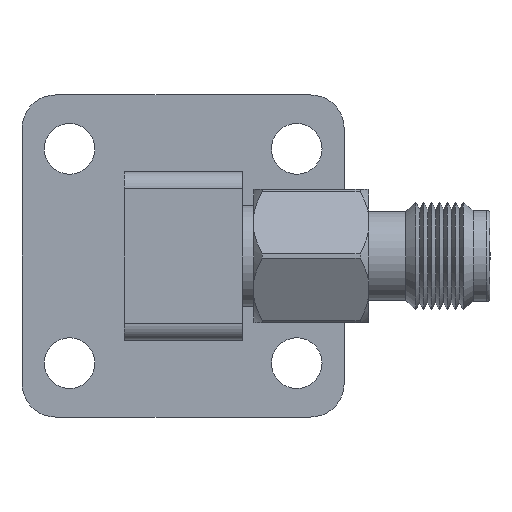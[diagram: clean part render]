
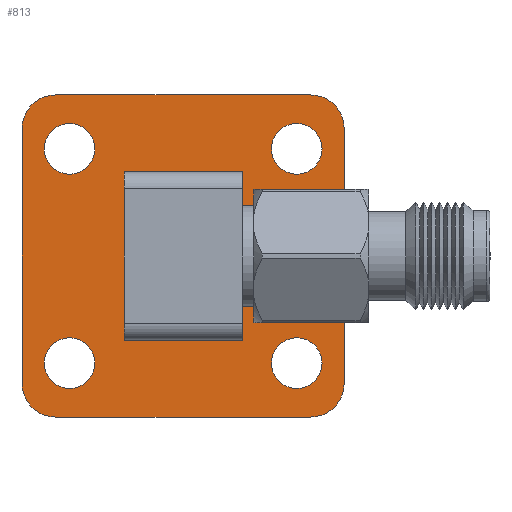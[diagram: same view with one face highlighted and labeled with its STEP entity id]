
A CAD part, left-side view. The second image highlights one B-rep face of the part: STEP entity #813.
In plain terms, the highlighted planar face has unit normal (-1, 0, 0).
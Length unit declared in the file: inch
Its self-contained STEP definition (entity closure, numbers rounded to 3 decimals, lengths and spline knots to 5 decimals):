
#15 = ORIENTED_EDGE ( 'NONE', *, *, #587, .T. ) ;
#28 = VERTEX_POINT ( 'NONE', #1625 ) ;
#30 = LINE ( 'NONE', #1896, #211 ) ;
#99 = AXIS2_PLACEMENT_3D ( 'NONE', #590, #1723, #421 ) ;
#102 = ORIENTED_EDGE ( 'NONE', *, *, #1656, .T. ) ;
#107 = VERTEX_POINT ( 'NONE', #2163 ) ;
#118 = VERTEX_POINT ( 'NONE', #2251 ) ;
#128 = VECTOR ( 'NONE', #242, 39.37008 ) ;
#133 = ORIENTED_EDGE ( 'NONE', *, *, #1527, .F. ) ;
#147 = CARTESIAN_POINT ( 'NONE',  ( -0.1181, 0.37627, -0.2974 ) ) ;
#166 = DIRECTION ( 'NONE',  ( 0., 0., 1. ) ) ;
#194 = ORIENTED_EDGE ( 'NONE', *, *, #734, .F. ) ;
#211 = VECTOR ( 'NONE', #1361, 39.37008 ) ;
#218 = CIRCLE ( 'NONE', #1403, 0.0787 ) ;
#233 = EDGE_CURVE ( 'NONE', #118, #1162, #834, .T. ) ;
#242 = DIRECTION ( 'NONE',  ( 0., 1., 0. ) ) ;
#290 = EDGE_CURVE ( 'NONE', #460, #805, #30, .T. ) ;
#309 = DIRECTION ( 'NONE',  ( 0., 0., -1. ) ) ;
#328 = LINE ( 'NONE', #696, #671 ) ;
#348 = CIRCLE ( 'NONE', #954, 0.05911 ) ;
#378 = EDGE_CURVE ( 'NONE', #1690, #28, #538, .T. ) ;
#403 = EDGE_CURVE ( 'NONE', #1162, #2172, #2107, .T. ) ;
#405 = CIRCLE ( 'NONE', #889, 0.0787 ) ;
#409 = EDGE_LOOP ( 'NONE', ( #102 ) ) ;
#421 = DIRECTION ( 'NONE',  ( 0., 0., -1. ) ) ;
#451 = DIRECTION ( 'NONE',  ( 0., 1., 0. ) ) ;
#460 = VERTEX_POINT ( 'NONE', #1205 ) ;
#471 = CARTESIAN_POINT ( 'NONE',  ( -0.1181, -0.29722, -0.2974 ) ) ;
#508 = ORIENTED_EDGE ( 'NONE', *, *, #1299, .F. ) ;
#515 = VERTEX_POINT ( 'NONE', #1747 ) ;
#518 = CIRCLE ( 'NONE', #787, 0.05911 ) ;
#533 = CARTESIAN_POINT ( 'NONE',  ( -0.1181, 0.26513, 0.19097 ) ) ;
#538 = LINE ( 'NONE', #801, #128 ) ;
#587 = EDGE_CURVE ( 'NONE', #751, #751, #1724, .T. ) ;
#590 = CARTESIAN_POINT ( 'NONE',  ( -0.1181, 0.29757, 0.2974 ) ) ;
#620 = CARTESIAN_POINT ( 'NONE',  ( -0.1181, -0.26513, 0.25008 ) ) ;
#645 = CARTESIAN_POINT ( 'NONE',  ( -0.1181, 0.29757, -0.2974 ) ) ;
#649 = AXIS2_PLACEMENT_3D ( 'NONE', #620, #2095, #1760 ) ;
#654 = DIRECTION ( 'NONE',  ( 1., 0., 0. ) ) ;
#671 = VECTOR ( 'NONE', #1093, 39.37008 ) ;
#680 = VERTEX_POINT ( 'NONE', #2303 ) ;
#684 = CIRCLE ( 'NONE', #1303, 0.05911 ) ;
#692 = ORIENTED_EDGE ( 'NONE', *, *, #1636, .T. ) ;
#695 = DIRECTION ( 'NONE',  ( 0., 0., -1. ) ) ;
#696 = CARTESIAN_POINT ( 'NONE',  ( -0.1181, -0.13787, 0.19699 ) ) ;
#726 = CARTESIAN_POINT ( 'NONE',  ( -0.1181, -0.26513, -0.3092 ) ) ;
#734 = EDGE_CURVE ( 'NONE', #107, #1450, #971, .T. ) ;
#751 = VERTEX_POINT ( 'NONE', #1835 ) ;
#787 = AXIS2_PLACEMENT_3D ( 'NONE', #2282, #1410, #695 ) ;
#801 = CARTESIAN_POINT ( 'NONE',  ( -0.1181, -0.13787, 0.19699 ) ) ;
#805 = VERTEX_POINT ( 'NONE', #2074 ) ;
#813 = ADVANCED_FACE ( 'NONE', ( #2151, #2243, #2000, #2276, #1937, #2049 ), #1250, .F. ) ;
#834 = CIRCLE ( 'NONE', #1232, 0.0787 ) ;
#863 = EDGE_CURVE ( 'NONE', #1450, #680, #1604, .T. ) ;
#889 = AXIS2_PLACEMENT_3D ( 'NONE', #2102, #1233, #2268 ) ;
#954 = AXIS2_PLACEMENT_3D ( 'NONE', #2290, #1585, #1606 ) ;
#971 = CIRCLE ( 'NONE', #99, 0.0787 ) ;
#979 = VECTOR ( 'NONE', #1195, 39.37008 ) ;
#1014 = DIRECTION ( 'NONE',  ( 0., 0., -1. ) ) ;
#1022 = ORIENTED_EDGE ( 'NONE', *, *, #403, .F. ) ;
#1041 = ORIENTED_EDGE ( 'NONE', *, *, #1780, .T. ) ;
#1069 = ORIENTED_EDGE ( 'NONE', *, *, #233, .F. ) ;
#1093 = DIRECTION ( 'NONE',  ( 0., 0., 1. ) ) ;
#1100 = VERTEX_POINT ( 'NONE', #1845 ) ;
#1120 = EDGE_CURVE ( 'NONE', #515, #107, #1984, .T. ) ;
#1162 = VERTEX_POINT ( 'NONE', #1889 ) ;
#1191 = ORIENTED_EDGE ( 'NONE', *, *, #1564, .F. ) ;
#1193 = EDGE_LOOP ( 'NONE', ( #692 ) ) ;
#1195 = DIRECTION ( 'NONE',  ( 0., -1., 0. ) ) ;
#1196 = ORIENTED_EDGE ( 'NONE', *, *, #863, .F. ) ;
#1205 = CARTESIAN_POINT ( 'NONE',  ( -0.1181, 0.13787, -0.19699 ) ) ;
#1232 = AXIS2_PLACEMENT_3D ( 'NONE', #471, #654, #1952 ) ;
#1233 = DIRECTION ( 'NONE',  ( 1., 0., 0. ) ) ;
#1240 = DIRECTION ( 'NONE',  ( 0., 0., -1. ) ) ;
#1250 = PLANE ( 'NONE',  #2257 ) ;
#1256 = CARTESIAN_POINT ( 'NONE',  ( -0.1181, -0.37592, 0.2974 ) ) ;
#1299 = EDGE_CURVE ( 'NONE', #28, #460, #1753, .T. ) ;
#1303 = AXIS2_PLACEMENT_3D ( 'NONE', #1796, #1586, #1240 ) ;
#1330 = CARTESIAN_POINT ( 'NONE',  ( -0.1181, 0.29757, 0.3761 ) ) ;
#1346 = VECTOR ( 'NONE', #451, 39.37008 ) ;
#1361 = DIRECTION ( 'NONE',  ( 0., -1., 0. ) ) ;
#1373 = ORIENTED_EDGE ( 'NONE', *, *, #1120, .F. ) ;
#1403 = AXIS2_PLACEMENT_3D ( 'NONE', #645, #2291, #309 ) ;
#1410 = DIRECTION ( 'NONE',  ( 1., 0., 0. ) ) ;
#1423 = EDGE_LOOP ( 'NONE', ( #15 ) ) ;
#1425 = CARTESIAN_POINT ( 'NONE',  ( -0.1181, -0.37592, 0.2974 ) ) ;
#1449 = CARTESIAN_POINT ( 'NONE',  ( -0.1181, -0.13787, 0.19699 ) ) ;
#1450 = VERTEX_POINT ( 'NONE', #1844 ) ;
#1527 = EDGE_CURVE ( 'NONE', #805, #1690, #328, .T. ) ;
#1559 = VERTEX_POINT ( 'NONE', #726 ) ;
#1564 = EDGE_CURVE ( 'NONE', #1702, #118, #2086, .T. ) ;
#1575 = CARTESIAN_POINT ( 'NONE',  ( -0.1181, 0.13787, 0.19699 ) ) ;
#1585 = DIRECTION ( 'NONE',  ( 1., 0., 0. ) ) ;
#1586 = DIRECTION ( 'NONE',  ( 1., 0., 0. ) ) ;
#1598 = DIRECTION ( 'NONE',  ( 0., 0., -1. ) ) ;
#1604 = LINE ( 'NONE', #1330, #979 ) ;
#1606 = DIRECTION ( 'NONE',  ( 0., 0., -1. ) ) ;
#1625 = CARTESIAN_POINT ( 'NONE',  ( -0.1181, 0.13787, 0.19699 ) ) ;
#1636 = EDGE_CURVE ( 'NONE', #2032, #2032, #518, .T. ) ;
#1656 = EDGE_CURVE ( 'NONE', #1559, #1559, #348, .T. ) ;
#1683 = ORIENTED_EDGE ( 'NONE', *, *, #290, .F. ) ;
#1690 = VERTEX_POINT ( 'NONE', #1449 ) ;
#1702 = VERTEX_POINT ( 'NONE', #1425 ) ;
#1723 = DIRECTION ( 'NONE',  ( 1., 0., 0. ) ) ;
#1724 = CIRCLE ( 'NONE', #649, 0.05911 ) ;
#1747 = CARTESIAN_POINT ( 'NONE',  ( -0.1181, 0.37627, -0.2974 ) ) ;
#1753 = LINE ( 'NONE', #1575, #2307 ) ;
#1760 = DIRECTION ( 'NONE',  ( 0., 0., -1. ) ) ;
#1780 = EDGE_CURVE ( 'NONE', #1100, #1100, #684, .T. ) ;
#1788 = CARTESIAN_POINT ( 'NONE',  ( -0.1181, 0.29757, -0.3761 ) ) ;
#1796 = CARTESIAN_POINT ( 'NONE',  ( -0.1181, 0.26513, -0.25009 ) ) ;
#1830 = EDGE_CURVE ( 'NONE', #2172, #515, #218, .T. ) ;
#1835 = CARTESIAN_POINT ( 'NONE',  ( -0.1181, -0.26513, 0.19097 ) ) ;
#1844 = CARTESIAN_POINT ( 'NONE',  ( -0.1181, 0.29757, 0.3761 ) ) ;
#1845 = CARTESIAN_POINT ( 'NONE',  ( -0.1181, 0.26513, -0.3092 ) ) ;
#1877 = CARTESIAN_POINT ( 'NONE',  ( -0.1181, -0.29722, -0.3761 ) ) ;
#1889 = CARTESIAN_POINT ( 'NONE',  ( -0.1181, -0.29722, -0.3761 ) ) ;
#1896 = CARTESIAN_POINT ( 'NONE',  ( -0.1181, -0.13787, -0.19699 ) ) ;
#1937 = FACE_BOUND ( 'NONE', #1423, .T. ) ;
#1949 = ORIENTED_EDGE ( 'NONE', *, *, #1830, .F. ) ;
#1952 = DIRECTION ( 'NONE',  ( 0., 0., -1. ) ) ;
#1980 = EDGE_LOOP ( 'NONE', ( #194, #1373, #1949, #1022, #1069, #1191, #2038, #1196 ) ) ;
#1984 = LINE ( 'NONE', #147, #2208 ) ;
#1993 = DIRECTION ( 'NONE',  ( 0., 0., -1. ) ) ;
#2000 = FACE_BOUND ( 'NONE', #409, .T. ) ;
#2032 = VERTEX_POINT ( 'NONE', #533 ) ;
#2038 = ORIENTED_EDGE ( 'NONE', *, *, #2069, .F. ) ;
#2049 = FACE_BOUND ( 'NONE', #2116, .T. ) ;
#2064 = CARTESIAN_POINT ( 'NONE',  ( -0.1181, 0.29757, 0.2974 ) ) ;
#2069 = EDGE_CURVE ( 'NONE', #680, #1702, #405, .T. ) ;
#2074 = CARTESIAN_POINT ( 'NONE',  ( -0.1181, -0.13787, -0.19699 ) ) ;
#2086 = LINE ( 'NONE', #1256, #2285 ) ;
#2095 = DIRECTION ( 'NONE',  ( 1., 0., 0. ) ) ;
#2102 = CARTESIAN_POINT ( 'NONE',  ( -0.1181, -0.29722, 0.2974 ) ) ;
#2107 = LINE ( 'NONE', #1877, #1346 ) ;
#2116 = EDGE_LOOP ( 'NONE', ( #508, #2264, #133, #1683 ) ) ;
#2142 = EDGE_LOOP ( 'NONE', ( #1041 ) ) ;
#2151 = FACE_OUTER_BOUND ( 'NONE', #1980, .T. ) ;
#2163 = CARTESIAN_POINT ( 'NONE',  ( -0.1181, 0.37627, 0.2974 ) ) ;
#2172 = VERTEX_POINT ( 'NONE', #1788 ) ;
#2208 = VECTOR ( 'NONE', #166, 39.37008 ) ;
#2232 = DIRECTION ( 'NONE',  ( 1., 0., 0. ) ) ;
#2243 = FACE_BOUND ( 'NONE', #2142, .T. ) ;
#2251 = CARTESIAN_POINT ( 'NONE',  ( -0.1181, -0.37592, -0.2974 ) ) ;
#2257 = AXIS2_PLACEMENT_3D ( 'NONE', #2064, #2232, #1014 ) ;
#2264 = ORIENTED_EDGE ( 'NONE', *, *, #378, .F. ) ;
#2268 = DIRECTION ( 'NONE',  ( 0., 0., -1. ) ) ;
#2276 = FACE_BOUND ( 'NONE', #1193, .T. ) ;
#2282 = CARTESIAN_POINT ( 'NONE',  ( -0.1181, 0.26513, 0.25008 ) ) ;
#2285 = VECTOR ( 'NONE', #1993, 39.37008 ) ;
#2290 = CARTESIAN_POINT ( 'NONE',  ( -0.1181, -0.26513, -0.25009 ) ) ;
#2291 = DIRECTION ( 'NONE',  ( 1., 0., 0. ) ) ;
#2303 = CARTESIAN_POINT ( 'NONE',  ( -0.1181, -0.29722, 0.3761 ) ) ;
#2307 = VECTOR ( 'NONE', #1598, 39.37008 ) ;
